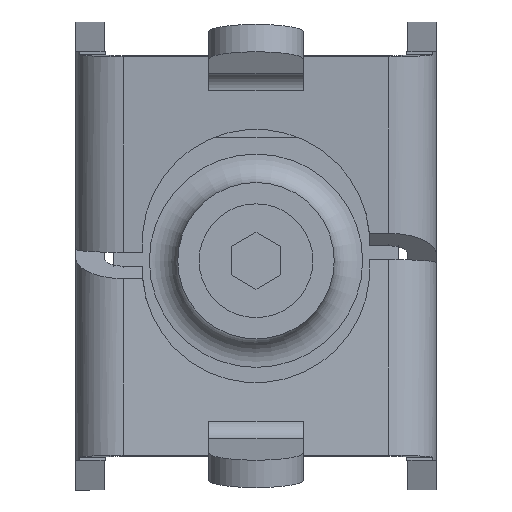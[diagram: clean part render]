
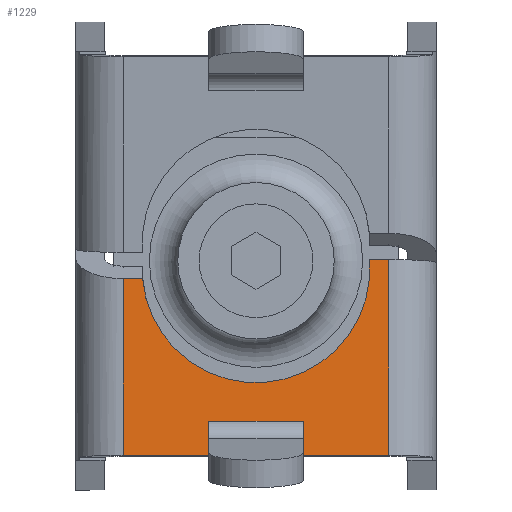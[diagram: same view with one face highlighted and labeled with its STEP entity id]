
A CAD part, front view. The second image highlights one B-rep face of the part: STEP entity #1229.
In plain terms, the highlighted face is planar.
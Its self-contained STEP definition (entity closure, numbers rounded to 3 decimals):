
#1115=CARTESIAN_POINT('',(0.0,3.938,24.));
#1116=VERTEX_POINT('',#1115);
#1124=CARTESIAN_POINT('',(0.0,3.938,14.));
#1125=VERTEX_POINT('',#1124);
#1126=CARTESIAN_POINT('',(0.0,3.938,24.));
#1127=DIRECTION('',(0.0,0.0,-1.0));
#1128=VECTOR('',#1127,10.);
#1129=LINE('',#1126,#1128);
#1130=EDGE_CURVE('',#1116,#1125,#1129,.T.);
#1150=CARTESIAN_POINT('',(0.0,0.0,0.0));
#1151=DIRECTION('',(-1.0,0.0,0.0));
#1152=DIRECTION('',(0.0,0.0,1.0));
#1153=AXIS2_PLACEMENT_3D('',#1150,#1151,#1152);
#1154=PLANE('',#1153);
#1155=CARTESIAN_POINT('',(0.0,0.333,14.));
#1156=VERTEX_POINT('',#1155);
#1157=CARTESIAN_POINT('',(0.0,0.333,14.));
#1158=DIRECTION('',(0.0,1.0,0.0));
#1159=VECTOR('',#1158,3.604);
#1160=LINE('',#1157,#1159);
#1161=EDGE_CURVE('',#1156,#1125,#1160,.T.);
#1162=ORIENTED_EDGE('',*,*,#1161,.T.);
#1163=ORIENTED_EDGE('',*,*,#1130,.F.);
#1164=CARTESIAN_POINT('',(0.0,0.333,24.));
#1165=VERTEX_POINT('',#1164);
#1166=CARTESIAN_POINT('',(0.0,3.938,24.));
#1167=DIRECTION('',(0.0,-1.0,0.0));
#1168=VECTOR('',#1167,3.604);
#1169=LINE('',#1166,#1168);
#1170=EDGE_CURVE('',#1116,#1165,#1169,.T.);
#1171=ORIENTED_EDGE('',*,*,#1170,.T.);
#1172=CARTESIAN_POINT('',(0.0,0.333,33.0));
#1173=VERTEX_POINT('',#1172);
#1174=CARTESIAN_POINT('',(0.0,0.333,24.));
#1175=DIRECTION('',(0.0,0.0,1.0));
#1176=VECTOR('',#1175,9.);
#1177=LINE('',#1174,#1176);
#1178=EDGE_CURVE('',#1165,#1173,#1177,.T.);
#1179=ORIENTED_EDGE('',*,*,#1178,.T.);
#1180=CARTESIAN_POINT('',(0.0,21.0,33.0));
#1181=VERTEX_POINT('',#1180);
#1182=CARTESIAN_POINT('',(0.0,21.0,33.0));
#1183=DIRECTION('',(0.0,-1.0,0.0));
#1184=VECTOR('',#1183,20.667);
#1185=LINE('',#1182,#1184);
#1186=EDGE_CURVE('',#1181,#1173,#1185,.T.);
#1187=ORIENTED_EDGE('',*,*,#1186,.F.);
#1188=CARTESIAN_POINT('',(0.0,21.0,30.958));
#1189=VERTEX_POINT('',#1188);
#1190=CARTESIAN_POINT('',(0.0,21.0,33.0));
#1191=DIRECTION('',(0.0,0.0,-1.0));
#1192=VECTOR('',#1191,2.042);
#1193=LINE('',#1190,#1192);
#1194=EDGE_CURVE('',#1181,#1189,#1193,.T.);
#1195=ORIENTED_EDGE('',*,*,#1194,.T.);
#1196=CARTESIAN_POINT('',(0.0,19.0,7.042));
#1197=VERTEX_POINT('',#1196);
#1198=CARTESIAN_POINT('',(0.0,20.0,19.0));
#1199=DIRECTION('',(1.0,0.0,0.0));
#1200=DIRECTION('',(0.0,0.0,-1.0));
#1201=AXIS2_PLACEMENT_3D('',#1198,#1199,#1200);
#1202=CIRCLE('',#1201,12.);
#1203=EDGE_CURVE('',#1189,#1197,#1202,.T.);
#1204=ORIENTED_EDGE('',*,*,#1203,.T.);
#1205=CARTESIAN_POINT('',(0.0,19.,5.0));
#1206=VERTEX_POINT('',#1205);
#1207=CARTESIAN_POINT('',(0.0,19.,7.042));
#1208=DIRECTION('',(0.0,0.0,-1.0));
#1209=VECTOR('',#1208,2.042);
#1210=LINE('',#1207,#1209);
#1211=EDGE_CURVE('',#1197,#1206,#1210,.T.);
#1212=ORIENTED_EDGE('',*,*,#1211,.T.);
#1213=CARTESIAN_POINT('',(0.0,0.333,5.0));
#1214=VERTEX_POINT('',#1213);
#1215=CARTESIAN_POINT('',(0.0,0.333,5.0));
#1216=DIRECTION('',(0.0,1.0,0.0));
#1217=VECTOR('',#1216,18.667);
#1218=LINE('',#1215,#1217);
#1219=EDGE_CURVE('',#1214,#1206,#1218,.T.);
#1220=ORIENTED_EDGE('',*,*,#1219,.F.);
#1221=CARTESIAN_POINT('',(0.0,0.333,5.0));
#1222=DIRECTION('',(0.0,0.0,1.0));
#1223=VECTOR('',#1222,9.);
#1224=LINE('',#1221,#1223);
#1225=EDGE_CURVE('',#1214,#1156,#1224,.T.);
#1226=ORIENTED_EDGE('',*,*,#1225,.T.);
#1227=EDGE_LOOP('',(#1162,#1163,#1171,#1179,#1187,#1195,#1204,#1212,#1220,#1226));
#1228=FACE_OUTER_BOUND('',#1227,.T.);
#1229=ADVANCED_FACE('',(#1228),#1154,.T.);
